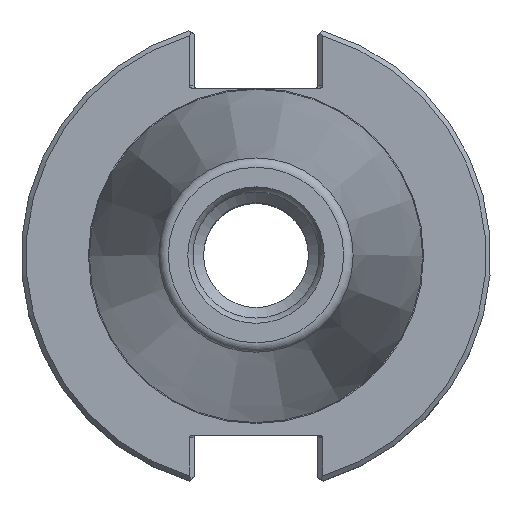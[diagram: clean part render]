
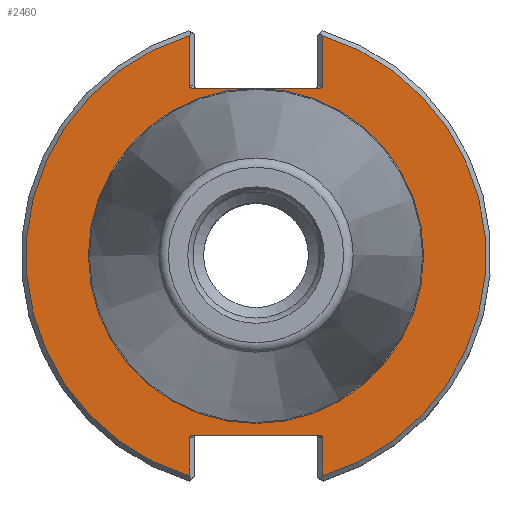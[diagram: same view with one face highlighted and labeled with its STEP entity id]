
A CAD part, top view. The second image highlights one B-rep face of the part: STEP entity #2460.
In plain terms, the highlighted planar face has unit normal (0, 0, 1).
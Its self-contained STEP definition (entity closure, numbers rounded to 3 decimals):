
#24=ELLIPSE('',#2612,0.707,0.5);
#25=ELLIPSE('',#2614,0.707,0.5);
#33=ELLIPSE('',#2642,0.707,0.5);
#34=ELLIPSE('',#2644,0.707,0.5);
#76=LINE('',#3775,#149);
#77=LINE('',#3784,#150);
#82=LINE('',#3803,#155);
#83=LINE('',#3812,#156);
#93=LINE('',#3846,#166);
#104=LINE('',#3893,#177);
#149=VECTOR('',#2967,1000.);
#150=VECTOR('',#2974,1000.);
#155=VECTOR('',#2989,1000.);
#156=VECTOR('',#2996,1000.);
#166=VECTOR('',#3022,1000.);
#177=VECTOR('',#3067,1000.);
#292=PLANE('',#2643);
#736=ORIENTED_EDGE('',*,*,#975,.T.);
#737=ORIENTED_EDGE('',*,*,#973,.T.);
#738=ORIENTED_EDGE('',*,*,#969,.T.);
#739=ORIENTED_EDGE('',*,*,#990,.F.);
#740=ORIENTED_EDGE('',*,*,#967,.T.);
#741=ORIENTED_EDGE('',*,*,#965,.T.);
#742=ORIENTED_EDGE('',*,*,#963,.T.);
#743=ORIENTED_EDGE('',*,*,#962,.T.);
#744=ORIENTED_EDGE('',*,*,#1009,.T.);
#745=ORIENTED_EDGE('',*,*,#1011,.F.);
#746=ORIENTED_EDGE('',*,*,#1012,.T.);
#747=ORIENTED_EDGE('',*,*,#976,.T.);
#748=ORIENTED_EDGE('',*,*,#959,.F.);
#959=EDGE_CURVE('',#1153,#1153,#1248,.T.);
#962=EDGE_CURVE('',#1154,#1155,#76,.T.);
#963=EDGE_CURVE('',#1156,#1154,#1249,.T.);
#965=EDGE_CURVE('',#1157,#1156,#77,.T.);
#967=EDGE_CURVE('',#1158,#1157,#24,.F.);
#969=EDGE_CURVE('',#1159,#1160,#25,.F.);
#973=EDGE_CURVE('',#1161,#1159,#82,.T.);
#975=EDGE_CURVE('',#1162,#1161,#1250,.T.);
#976=EDGE_CURVE('',#1163,#1162,#83,.T.);
#990=EDGE_CURVE('',#1158,#1160,#93,.T.);
#1009=EDGE_CURVE('',#1155,#1181,#33,.F.);
#1011=EDGE_CURVE('',#1182,#1181,#104,.T.);
#1012=EDGE_CURVE('',#1182,#1163,#34,.F.);
#1153=VERTEX_POINT('',#3766);
#1154=VERTEX_POINT('',#3772);
#1155=VERTEX_POINT('',#3774);
#1156=VERTEX_POINT('',#3778);
#1157=VERTEX_POINT('',#3785);
#1158=VERTEX_POINT('',#3789);
#1159=VERTEX_POINT('',#3793);
#1160=VERTEX_POINT('',#3794);
#1161=VERTEX_POINT('',#3802);
#1162=VERTEX_POINT('',#3809);
#1163=VERTEX_POINT('',#3813);
#1181=VERTEX_POINT('',#3890);
#1182=VERTEX_POINT('',#3894);
#1248=CIRCLE('',#2606,35.118);
#1249=CIRCLE('',#2609,48.21);
#1250=CIRCLE('',#2617,48.21);
#1393=EDGE_LOOP('',(#736,#737,#738,#739,#740,#741,#742,#743,#744,#745,#746,
#747));
#1394=EDGE_LOOP('',(#748));
#1547=FACE_BOUND('',#1393,.T.);
#1548=FACE_BOUND('',#1394,.T.);
#2460=ADVANCED_FACE('',(#1547,#1548),#292,.T.);
#2606=AXIS2_PLACEMENT_3D('',#3765,#2962,#2963);
#2609=AXIS2_PLACEMENT_3D('',#3777,#2970,#2971);
#2612=AXIS2_PLACEMENT_3D('',#3788,#2978,#2979);
#2614=AXIS2_PLACEMENT_3D('',#3792,#2983,#2984);
#2617=AXIS2_PLACEMENT_3D('',#3810,#2992,#2993);
#2642=AXIS2_PLACEMENT_3D('',#3889,#3062,#3063);
#2643=AXIS2_PLACEMENT_3D('',#3892,#3065,#3066);
#2644=AXIS2_PLACEMENT_3D('',#3895,#3068,#3069);
#2962=DIRECTION('',(0.,0.,1.));
#2963=DIRECTION('',(1.,0.,0.));
#2967=DIRECTION('',(0.,-1.,0.));
#2970=DIRECTION('',(0.,0.,1.));
#2971=DIRECTION('',(1.,0.,0.));
#2974=DIRECTION('',(0.,-1.,0.));
#2978=DIRECTION('',(0.,0.,1.));
#2979=DIRECTION('',(1.,0.,0.));
#2983=DIRECTION('',(0.,0.,1.));
#2984=DIRECTION('',(1.,0.,0.));
#2989=DIRECTION('',(0.,1.,0.));
#2992=DIRECTION('',(0.,0.,1.));
#2993=DIRECTION('',(1.,0.,0.));
#2996=DIRECTION('',(0.,1.,0.));
#3022=DIRECTION('',(-1.,0.,0.));
#3062=DIRECTION('',(0.,0.,1.));
#3063=DIRECTION('',(-1.,0.,0.));
#3065=DIRECTION('',(0.,0.,1.));
#3066=DIRECTION('',(1.,0.,0.));
#3067=DIRECTION('',(1.,0.,0.));
#3068=DIRECTION('',(0.,0.,1.));
#3069=DIRECTION('',(-1.,0.,0.));
#3765=CARTESIAN_POINT('',(0.,0.,-3.17));
#3766=CARTESIAN_POINT('',(35.118,0.,-3.17));
#3772=CARTESIAN_POINT('',(13.955,46.146,-3.17));
#3774=CARTESIAN_POINT('',(13.955,35.66,-3.17));
#3775=CARTESIAN_POINT('',(13.955,35.16,-3.17));
#3777=CARTESIAN_POINT('',(0.,0.,-3.17));
#3778=CARTESIAN_POINT('',(13.955,-46.146,-3.17));
#3784=CARTESIAN_POINT('',(13.955,-47.619,-3.17));
#3785=CARTESIAN_POINT('',(13.955,-38.07,-3.17));
#3788=CARTESIAN_POINT('',(13.248,-38.07,-3.17));
#3789=CARTESIAN_POINT('',(13.248,-37.57,-3.17));
#3792=CARTESIAN_POINT('',(-13.248,-38.07,-3.17));
#3793=CARTESIAN_POINT('',(-13.955,-38.07,-3.17));
#3794=CARTESIAN_POINT('',(-13.248,-37.57,-3.17));
#3802=CARTESIAN_POINT('',(-13.955,-46.146,-3.17));
#3803=CARTESIAN_POINT('',(-13.955,-37.57,-3.17));
#3809=CARTESIAN_POINT('',(-13.955,46.146,-3.17));
#3810=CARTESIAN_POINT('',(0.,0.,-3.17));
#3812=CARTESIAN_POINT('',(-13.955,47.619,-3.17));
#3813=CARTESIAN_POINT('',(-13.955,35.66,-3.17));
#3846=CARTESIAN_POINT('',(12.955,-37.57,-3.17));
#3889=CARTESIAN_POINT('',(13.248,35.66,-3.17));
#3890=CARTESIAN_POINT('',(13.248,35.16,-3.17));
#3892=CARTESIAN_POINT('',(35.118,0.,-3.17));
#3893=CARTESIAN_POINT('',(-12.955,35.16,-3.17));
#3894=CARTESIAN_POINT('',(-13.248,35.16,-3.17));
#3895=CARTESIAN_POINT('',(-13.248,35.66,-3.17));
